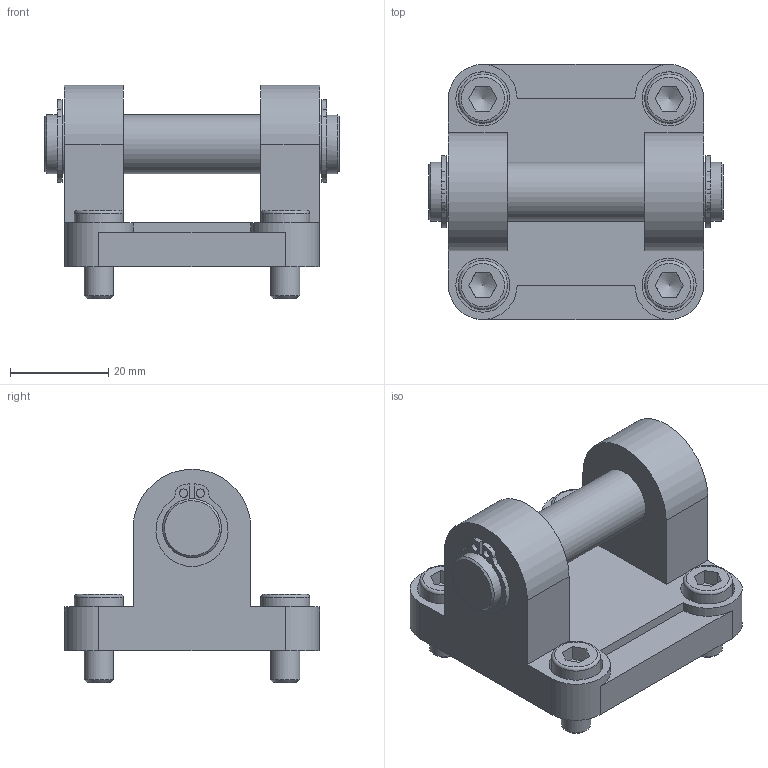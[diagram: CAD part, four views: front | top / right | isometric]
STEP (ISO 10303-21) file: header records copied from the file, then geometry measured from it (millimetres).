
FILE_DESCRIPTION(/* description */ (''),/* implementation_level */ '2;1');
FILE_NAME(/* name */ 'CAD_69630.stp',/* time_stamp */ '2016-06-09T17:42:06+02:00',/* author */ ('Hypex'),/* organization */ ('Hypex'),/* preprocessor_version */ 'ST-DEVELOPER v16.1',/* originating_system */ 'Autodesk Inventor 2016',/* authorisation */ '');
FILE_SCHEMA (('AUTOMOTIVE_DESIGN { 1 0 10303 214 3 1 1 }'));
Length unit declared in the file: millimetre
Products named in the file (1): CAD_69630
Bounding box: 60 x 52 x 43.5 mm (x, y, z)
Volume: 38049.8 mm3; surface area: 15395.8 mm2
Topology: 1 solids, 1 shells, 137 faces, 322 edges, 206 vertices
Faces by surface type: plane 71, cylinder 48, cone 10, torus 8
Full cylindrical faces by diameter (mm): 1.7 x4, 6 x4, 6.6 x4, 10 x4, 11 x4, 12 x5, 35 x1
Entity records: 3819 total; most frequent: CARTESIAN_POINT 654, DIRECTION 640, ORIENTED_EDGE 540, EDGE_CURVE 270, AXIS2_PLACEMENT_3D 256, EDGE_LOOP 210, VERTEX_POINT 198, STYLED_ITEM 138
